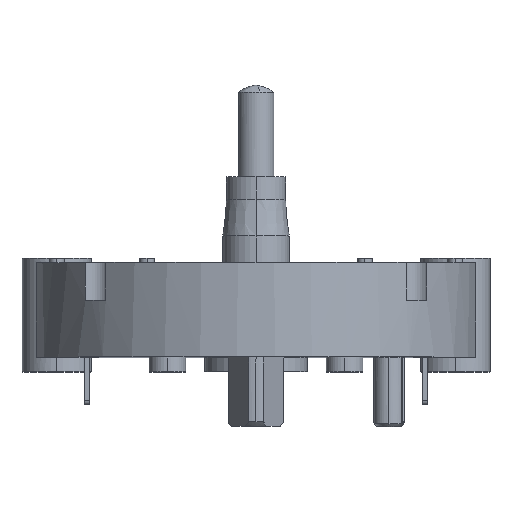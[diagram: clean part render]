
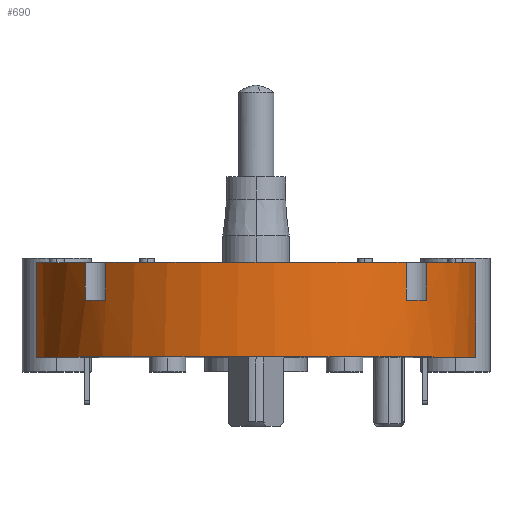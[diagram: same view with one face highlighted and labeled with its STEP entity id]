
A CAD part, top view. The second image highlights one B-rep face of the part: STEP entity #690.
In plain terms, the highlighted cylindrical face has radius 15 mm (diameter 30 mm), a partial arc.
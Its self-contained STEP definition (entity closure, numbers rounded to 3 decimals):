
#3 = CARTESIAN_POINT ( 'NONE',  ( 0., 6.4, 0. ) ) ;
#4 = CARTESIAN_POINT ( 'NONE',  ( 0., 3.84, 0. ) ) ;
#35 = VECTOR ( 'NONE', #1914, 1000. ) ;
#175 = DIRECTION ( 'NONE',  ( 0., 1., 0. ) ) ;
#313 = AXIS2_PLACEMENT_3D ( 'NONE', #3268, #531, #4018 ) ;
#363 = LINE ( 'NONE', #7473, #35 ) ;
#401 = CARTESIAN_POINT ( 'NONE',  ( 11.554, 6.4, 9.566 ) ) ;
#531 = DIRECTION ( 'NONE',  ( 0., -1., 0. ) ) ;
#690 = ADVANCED_FACE ( 'NONE', ( #5564 ), #4143, .T. ) ;
#705 = ORIENTED_EDGE ( 'NONE', *, *, #8278, .T. ) ;
#707 = CIRCLE ( 'NONE', #5715, 15. ) ;
#743 = CARTESIAN_POINT ( 'NONE',  ( 0., 0., 0. ) ) ;
#763 = DIRECTION ( 'NONE',  ( 0., 1., 0. ) ) ;
#923 = LINE ( 'NONE', #8373, #4837 ) ;
#955 = EDGE_CURVE ( 'NONE', #1564, #6732, #707, .T. ) ;
#963 = DIRECTION ( 'NONE',  ( 0., 0., -1. ) ) ;
#988 = EDGE_CURVE ( 'NONE', #2122, #1512, #4514, .T. ) ;
#1077 = ORIENTED_EDGE ( 'NONE', *, *, #988, .T. ) ;
#1294 = CARTESIAN_POINT ( 'NONE',  ( 0., 6.4, 0. ) ) ;
#1373 = VECTOR ( 'NONE', #5281, 1000. ) ;
#1512 = VERTEX_POINT ( 'NONE', #2918 ) ;
#1550 = LINE ( 'NONE', #6322, #3518 ) ;
#1564 = VERTEX_POINT ( 'NONE', #4276 ) ;
#1798 = LINE ( 'NONE', #6214, #8023 ) ;
#1813 = CARTESIAN_POINT ( 'NONE',  ( 10.18, 3.84, 11.017 ) ) ;
#1914 = DIRECTION ( 'NONE',  ( 0., 1., 0. ) ) ;
#1975 = VECTOR ( 'NONE', #2272, 1000. ) ;
#1988 = CIRCLE ( 'NONE', #2442, 15. ) ;
#2007 = ORIENTED_EDGE ( 'NONE', *, *, #3996, .F. ) ;
#2034 = DIRECTION ( 'NONE',  ( 0., -1., 0. ) ) ;
#2122 = VERTEX_POINT ( 'NONE', #5497 ) ;
#2185 = EDGE_CURVE ( 'NONE', #2604, #6732, #4031, .T. ) ;
#2194 = CARTESIAN_POINT ( 'NONE',  ( -11.554, 6.4, 9.566 ) ) ;
#2272 = DIRECTION ( 'NONE',  ( 0., 1., 0. ) ) ;
#2442 = AXIS2_PLACEMENT_3D ( 'NONE', #3, #6862, #4846 ) ;
#2604 = VERTEX_POINT ( 'NONE', #1813 ) ;
#2721 = ORIENTED_EDGE ( 'NONE', *, *, #3333, .T. ) ;
#2734 = CARTESIAN_POINT ( 'NONE',  ( 11.554, 6.4, 9.566 ) ) ;
#2815 = EDGE_CURVE ( 'NONE', #8222, #3313, #1798, .T. ) ;
#2918 = CARTESIAN_POINT ( 'NONE',  ( -11.554, 3.84, 9.566 ) ) ;
#2951 = DIRECTION ( 'NONE',  ( 0., -1., 0. ) ) ;
#3080 = VERTEX_POINT ( 'NONE', #3436 ) ;
#3268 = CARTESIAN_POINT ( 'NONE',  ( 0., 3.84, 0. ) ) ;
#3302 = ORIENTED_EDGE ( 'NONE', *, *, #2815, .T. ) ;
#3313 = VERTEX_POINT ( 'NONE', #4582 ) ;
#3323 = DIRECTION ( 'NONE',  ( 0., 1., 0. ) ) ;
#3333 = EDGE_CURVE ( 'NONE', #6547, #6133, #6372, .T. ) ;
#3376 = VERTEX_POINT ( 'NONE', #8839 ) ;
#3436 = CARTESIAN_POINT ( 'NONE',  ( 14.879, 0., 1.903 ) ) ;
#3518 = VECTOR ( 'NONE', #2951, 1000. ) ;
#3722 = ORIENTED_EDGE ( 'NONE', *, *, #6696, .T. ) ;
#3905 = EDGE_CURVE ( 'NONE', #1512, #7006, #363, .T. ) ;
#3977 = DIRECTION ( 'NONE',  ( 0., 0., -1. ) ) ;
#3996 = EDGE_CURVE ( 'NONE', #6547, #3376, #1988, .T. ) ;
#4018 = DIRECTION ( 'NONE',  ( 0., 0., -1. ) ) ;
#4031 = LINE ( 'NONE', #7820, #1975 ) ;
#4143 = CYLINDRICAL_SURFACE ( 'NONE', #7305, 15. ) ;
#4168 = DIRECTION ( 'NONE',  ( 0., 0., -1. ) ) ;
#4276 = CARTESIAN_POINT ( 'NONE',  ( -10.18, 6.4, 11.017 ) ) ;
#4440 = CIRCLE ( 'NONE', #4823, 15. ) ;
#4514 = CIRCLE ( 'NONE', #9041, 15. ) ;
#4582 = CARTESIAN_POINT ( 'NONE',  ( -14.879, 0., 1.903 ) ) ;
#4823 = AXIS2_PLACEMENT_3D ( 'NONE', #9026, #763, #7638 ) ;
#4837 = VECTOR ( 'NONE', #6944, 1000. ) ;
#4846 = DIRECTION ( 'NONE',  ( 0., 0., -1. ) ) ;
#5024 = DIRECTION ( 'NONE',  ( 0., 0., -1. ) ) ;
#5281 = DIRECTION ( 'NONE',  ( 0., -1., 0. ) ) ;
#5431 = ORIENTED_EDGE ( 'NONE', *, *, #8605, .T. ) ;
#5497 = CARTESIAN_POINT ( 'NONE',  ( -10.18, 3.84, 11.017 ) ) ;
#5564 = FACE_OUTER_BOUND ( 'NONE', #7613, .T. ) ;
#5698 = CARTESIAN_POINT ( 'NONE',  ( 0., 6.4, 0. ) ) ;
#5715 = AXIS2_PLACEMENT_3D ( 'NONE', #1294, #3323, #3977 ) ;
#5770 = CARTESIAN_POINT ( 'NONE',  ( -14.879, 6.4, 1.903 ) ) ;
#5783 = ORIENTED_EDGE ( 'NONE', *, *, #8924, .T. ) ;
#6060 = EDGE_CURVE ( 'NONE', #8222, #7006, #4440, .T. ) ;
#6133 = VERTEX_POINT ( 'NONE', #7053 ) ;
#6214 = CARTESIAN_POINT ( 'NONE',  ( -14.879, 6.4, 1.903 ) ) ;
#6322 = CARTESIAN_POINT ( 'NONE',  ( -10.18, 6.4, 11.017 ) ) ;
#6372 = LINE ( 'NONE', #401, #1373 ) ;
#6547 = VERTEX_POINT ( 'NONE', #2734 ) ;
#6696 = EDGE_CURVE ( 'NONE', #3080, #3376, #923, .T. ) ;
#6732 = VERTEX_POINT ( 'NONE', #7881 ) ;
#6741 = ORIENTED_EDGE ( 'NONE', *, *, #2185, .T. ) ;
#6769 = AXIS2_PLACEMENT_3D ( 'NONE', #743, #175, #5024 ) ;
#6862 = DIRECTION ( 'NONE',  ( 0., 1., 0. ) ) ;
#6944 = DIRECTION ( 'NONE',  ( 0., 1., 0. ) ) ;
#7006 = VERTEX_POINT ( 'NONE', #2194 ) ;
#7053 = CARTESIAN_POINT ( 'NONE',  ( 11.554, 3.84, 9.566 ) ) ;
#7286 = ORIENTED_EDGE ( 'NONE', *, *, #6060, .F. ) ;
#7305 = AXIS2_PLACEMENT_3D ( 'NONE', #5698, #7692, #963 ) ;
#7473 = CARTESIAN_POINT ( 'NONE',  ( -11.554, 6.4, 9.566 ) ) ;
#7613 = EDGE_LOOP ( 'NONE', ( #2007, #2721, #705, #6741, #7618, #5431, #1077, #8982, #7286, #3302, #5783, #3722 ) ) ;
#7618 = ORIENTED_EDGE ( 'NONE', *, *, #955, .F. ) ;
#7638 = DIRECTION ( 'NONE',  ( 0., 0., -1. ) ) ;
#7692 = DIRECTION ( 'NONE',  ( 0., -1., 0. ) ) ;
#7820 = CARTESIAN_POINT ( 'NONE',  ( 10.18, 6.4, 11.017 ) ) ;
#7881 = CARTESIAN_POINT ( 'NONE',  ( 10.18, 6.4, 11.017 ) ) ;
#8023 = VECTOR ( 'NONE', #2034, 1000. ) ;
#8222 = VERTEX_POINT ( 'NONE', #5770 ) ;
#8278 = EDGE_CURVE ( 'NONE', #6133, #2604, #8927, .T. ) ;
#8346 = DIRECTION ( 'NONE',  ( 0., -1., 0. ) ) ;
#8373 = CARTESIAN_POINT ( 'NONE',  ( 14.879, 6.4, 1.903 ) ) ;
#8605 = EDGE_CURVE ( 'NONE', #1564, #2122, #1550, .T. ) ;
#8664 = CIRCLE ( 'NONE', #6769, 15. ) ;
#8839 = CARTESIAN_POINT ( 'NONE',  ( 14.879, 6.4, 1.903 ) ) ;
#8924 = EDGE_CURVE ( 'NONE', #3313, #3080, #8664, .T. ) ;
#8927 = CIRCLE ( 'NONE', #313, 15. ) ;
#8982 = ORIENTED_EDGE ( 'NONE', *, *, #3905, .T. ) ;
#9026 = CARTESIAN_POINT ( 'NONE',  ( 0., 6.4, 0. ) ) ;
#9041 = AXIS2_PLACEMENT_3D ( 'NONE', #4, #8346, #4168 ) ;
